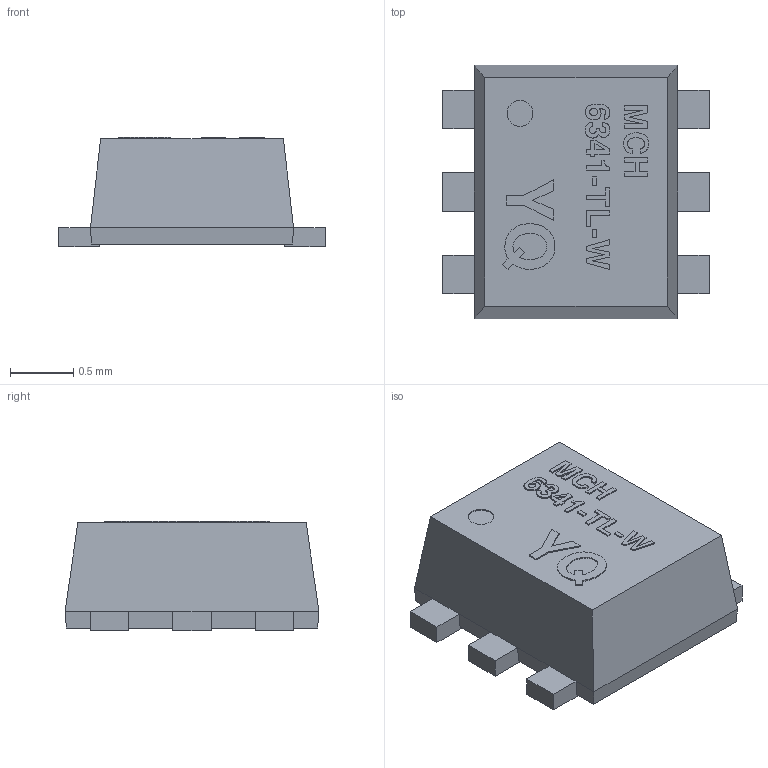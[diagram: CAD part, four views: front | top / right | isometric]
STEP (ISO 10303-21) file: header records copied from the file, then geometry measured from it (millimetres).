
FILE_DESCRIPTION(('FreeCAD Model'),'2;1');
FILE_NAME('ON_Semi_MCH6341-TL-W.step','2019-07-21T02:20:52',('Author'),( ''),'Open CASCADE STEP processor 7.3','FreeCAD','Unknown');
FILE_SCHEMA(('AUTOMOTIVE_DESIGN { 1 0 10303 214 1 1 1 1 }'));
Length unit declared in the file: millimetre
Products named in the file (1): MCH6341-TL-W
Bounding box: 2.1 x 2 x 0.86 mm (x, y, z)
Volume: 2.5 mm3; surface area: 13.1 mm2
Topology: 1 solids, 1 shells, 263 faces, 713 edges, 470 vertices
Faces by surface type: plane 159, extrusion 89, bspline 14, cylinder 1
Full cylindrical faces by diameter (mm): 0.203 x1
Entity records: 10137 total; most frequent: CARTESIAN_POINT 2087, ORIENTED_EDGE 1426, DIRECTION 928, EDGE_CURVE 713, VECTOR 602, LINE 513, VERTEX_POINT 470, B_SPLINE_CURVE_WITH_KNOTS 287
